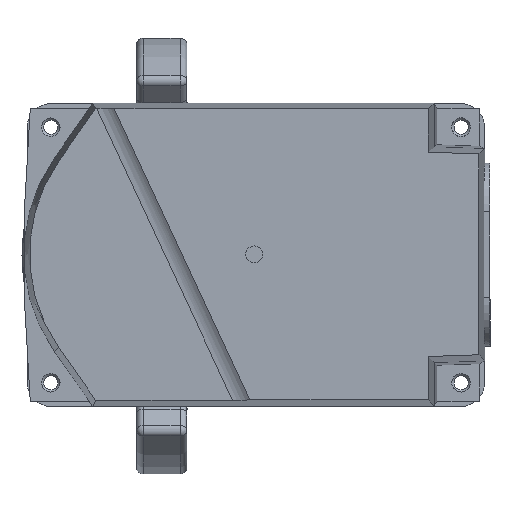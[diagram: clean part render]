
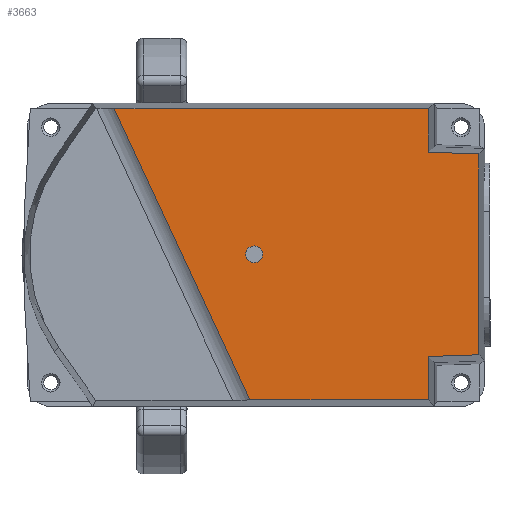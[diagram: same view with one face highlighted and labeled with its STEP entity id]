
A CAD part, top view. The second image highlights one B-rep face of the part: STEP entity #3663.
In plain terms, the highlighted planar face has unit normal (0, 0, 1).
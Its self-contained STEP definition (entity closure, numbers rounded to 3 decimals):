
#2920=FACE_BOUND('',#5397,.T.);
#2921=FACE_BOUND('',#5398,.T.);
#3663=ADVANCED_FACE('',(#2920,#2921),#4054,.T.);
#4054=PLANE('',#15443);
#5397=EDGE_LOOP('',(#10293));
#5398=EDGE_LOOP('',(#10294,#10295,#10296,#10297,#10298,#10299,#10300,#10301));
#6106=LINE('',#29412,#6729);
#6109=LINE('',#29418,#6732);
#6111=LINE('',#29422,#6734);
#6116=LINE('',#29436,#6739);
#6117=LINE('',#29438,#6740);
#6118=LINE('',#29440,#6741);
#6119=LINE('',#29442,#6742);
#6120=LINE('',#29443,#6743);
#6729=VECTOR('',#18106,1.);
#6732=VECTOR('',#18111,1.);
#6734=VECTOR('',#18115,1.);
#6739=VECTOR('',#18128,1.);
#6740=VECTOR('',#18129,1.);
#6741=VECTOR('',#18130,1.);
#6742=VECTOR('',#18131,1.);
#6743=VECTOR('',#18132,1.);
#10293=ORIENTED_EDGE('',*,*,#13845,.T.);
#10294=ORIENTED_EDGE('',*,*,#13846,.T.);
#10295=ORIENTED_EDGE('',*,*,#13847,.T.);
#10296=ORIENTED_EDGE('',*,*,#13848,.T.);
#10297=ORIENTED_EDGE('',*,*,#13849,.F.);
#10298=ORIENTED_EDGE('',*,*,#13839,.F.);
#10299=ORIENTED_EDGE('',*,*,#13837,.F.);
#10300=ORIENTED_EDGE('',*,*,#13850,.F.);
#10301=ORIENTED_EDGE('',*,*,#13834,.T.);
#11956=VERTEX_POINT('',#29411);
#11957=VERTEX_POINT('',#29413);
#11958=VERTEX_POINT('',#29417);
#11959=VERTEX_POINT('',#29419);
#11960=VERTEX_POINT('',#29423);
#11964=VERTEX_POINT('',#29435);
#11965=VERTEX_POINT('',#29437);
#11966=VERTEX_POINT('',#29439);
#11967=VERTEX_POINT('',#29441);
#13834=EDGE_CURVE('',#11957,#11956,#6106,.T.);
#13837=EDGE_CURVE('',#11958,#11959,#6109,.T.);
#13839=EDGE_CURVE('',#11959,#11960,#6111,.T.);
#13845=EDGE_CURVE('',#11964,#11964,#14398,.T.);
#13846=EDGE_CURVE('',#11956,#11965,#6116,.T.);
#13847=EDGE_CURVE('',#11965,#11966,#6117,.T.);
#13848=EDGE_CURVE('',#11966,#11967,#6118,.T.);
#13849=EDGE_CURVE('',#11960,#11967,#6119,.T.);
#13850=EDGE_CURVE('',#11957,#11958,#6120,.T.);
#14398=CIRCLE('',#15442,2.5);
#15442=AXIS2_PLACEMENT_3D('',#29434,#18126,#18127);
#15443=AXIS2_PLACEMENT_3D('',#29444,#18133,#18134);
#18106=DIRECTION('',(0.,1.,0.));
#18111=DIRECTION('',(0.,-1.,0.));
#18115=DIRECTION('',(-1.,0.,0.));
#18126=DIRECTION('',(0.,0.,-1.));
#18127=DIRECTION('',(0.,-1.,0.));
#18128=DIRECTION('',(-0.999,0.035,0.));
#18129=DIRECTION('',(0.,1.,0.));
#18130=DIRECTION('',(-1.,0.,0.));
#18131=DIRECTION('',(-0.423,0.906,0.));
#18132=DIRECTION('',(-0.999,-0.035,0.));
#18133=DIRECTION('',(0.,0.,1.));
#18134=DIRECTION('',(0.,1.,0.));
#29411=CARTESIAN_POINT('',(94.298,29.856,277.));
#29412=CARTESIAN_POINT('',(94.298,-31.5,277.));
#29413=CARTESIAN_POINT('',(94.298,-29.856,277.));
#29417=CARTESIAN_POINT('',(79.298,-30.38,277.));
#29418=CARTESIAN_POINT('',(79.298,-32.024,277.));
#29419=CARTESIAN_POINT('',(79.298,-43.298,277.));
#29422=CARTESIAN_POINT('',(9.,-43.298,277.));
#29423=CARTESIAN_POINT('',(26.169,-43.298,277.));
#29434=CARTESIAN_POINT('',(27.5,0.,277.));
#29435=CARTESIAN_POINT('',(27.5,-2.5,277.));
#29436=CARTESIAN_POINT('',(95.941,29.799,277.));
#29437=CARTESIAN_POINT('',(79.298,30.38,277.));
#29438=CARTESIAN_POINT('',(79.298,0.,277.));
#29439=CARTESIAN_POINT('',(79.298,43.298,277.));
#29440=CARTESIAN_POINT('',(81.,43.298,277.));
#29441=CARTESIAN_POINT('',(-14.212,43.298,277.));
#29442=CARTESIAN_POINT('',(28.714,-48.757,277.));
#29443=CARTESIAN_POINT('',(10.145,-32.795,277.));
#29444=CARTESIAN_POINT('',(9.,0.,277.));
